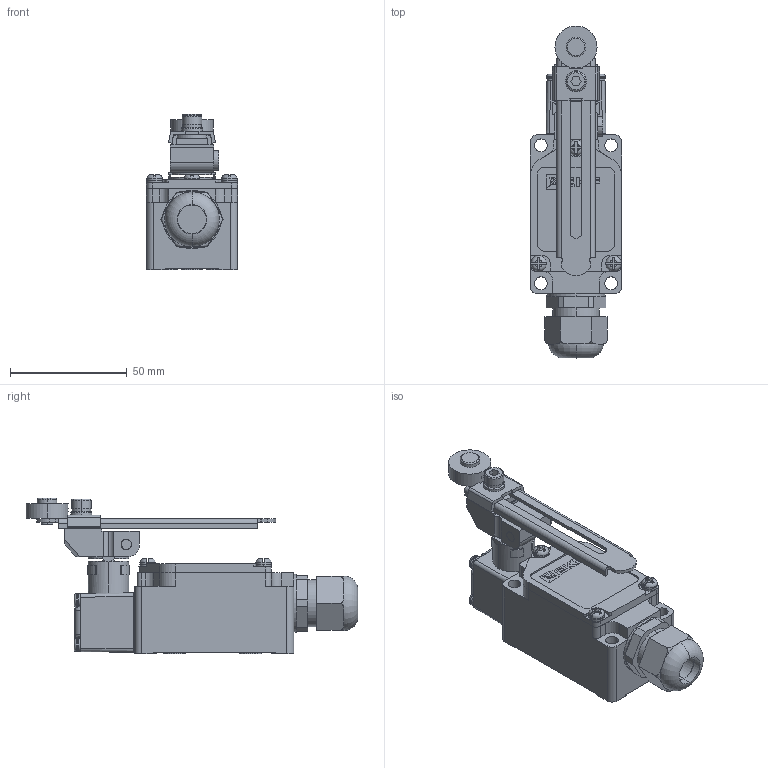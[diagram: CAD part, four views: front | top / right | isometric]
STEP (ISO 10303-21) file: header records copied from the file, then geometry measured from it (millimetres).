
FILE_DESCRIPTION (( 'STEP AP214' ), '1' );
FILE_NAME ('LSE-WLCA12-2-Q.ÃÌ Êîíöåâîé âûêëþ÷àòåëü WLCA12-2-Q EKF PROxima.STEP', '2024-10-11T07:39:35', ( '' ), ( '' ), 'SwSTEP 2.0', 'SolidWorks 2021', '' );
FILE_SCHEMA (( 'AUTOMOTIVE_DESIGN' ));
Length unit declared in the file: millimetre
Products named in the file (1): LSE-WLCA12-2-Q.ÃÌ Êîíöåâîé âûêëþ÷àòåëü WLCA12-2-Q EKF PROxima
Bounding box: 39 x 141.96 x 66.4 mm (x, y, z)
Volume: 126577.2 mm3; surface area: 40896.7 mm2
Topology: 17 solids, 17 shells, 675 faces, 1729 edges, 1130 vertices
Faces by surface type: plane 420, cylinder 184, torus 48, bspline 21, cone 2
Entity records: 22520 total; most frequent: CARTESIAN_POINT 4950, ORIENTED_EDGE 3458, DIRECTION 3345, EDGE_CURVE 1729, AXIS2_PLACEMENT_3D 1145, VERTEX_POINT 1130, LINE 1055, VECTOR 1055
